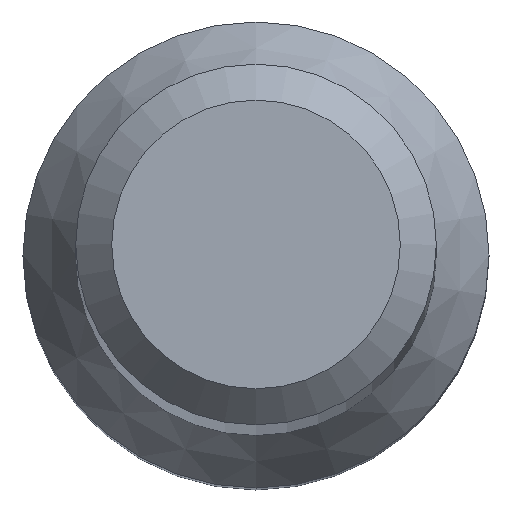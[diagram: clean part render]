
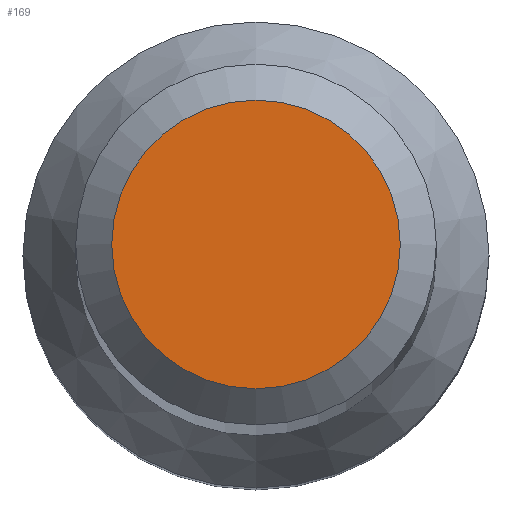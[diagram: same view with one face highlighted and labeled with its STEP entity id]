
A CAD part, top view. The second image highlights one B-rep face of the part: STEP entity #169.
In plain terms, the highlighted planar face has unit normal (0, 0, 1).
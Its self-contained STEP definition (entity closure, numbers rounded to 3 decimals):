
#20 = DIRECTION ( 'NONE',  ( 0., 0., -1. ) ) ;
#24 = DIRECTION ( 'NONE',  ( 0., 0., 1. ) ) ;
#78 = DIRECTION ( 'NONE',  ( 0., -1., 0. ) ) ;
#82 = CARTESIAN_POINT ( 'NONE',  ( 0., 0., 80. ) ) ;
#93 = CARTESIAN_POINT ( 'NONE',  ( 0., 1.6, 80. ) ) ;
#120 = CIRCLE ( 'NONE', #129, 1.6 ) ;
#121 = AXIS2_PLACEMENT_3D ( 'NONE', #82, #24, #78 ) ;
#129 = AXIS2_PLACEMENT_3D ( 'NONE', #226, #20, #151 ) ;
#151 = DIRECTION ( 'NONE',  ( 0., 1., 0. ) ) ;
#168 = PLANE ( 'NONE',  #121 ) ;
#169 = ADVANCED_FACE ( 'NONE', ( #190 ), #168, .T. ) ;
#189 = ORIENTED_EDGE ( 'NONE', *, *, #197, .F. ) ;
#190 = FACE_OUTER_BOUND ( 'NONE', #237, .T. ) ;
#197 = EDGE_CURVE ( 'NONE', #222, #222, #120, .T. ) ;
#222 = VERTEX_POINT ( 'NONE', #93 ) ;
#226 = CARTESIAN_POINT ( 'NONE',  ( 0., 0., 80. ) ) ;
#237 = EDGE_LOOP ( 'NONE', ( #189 ) ) ;
